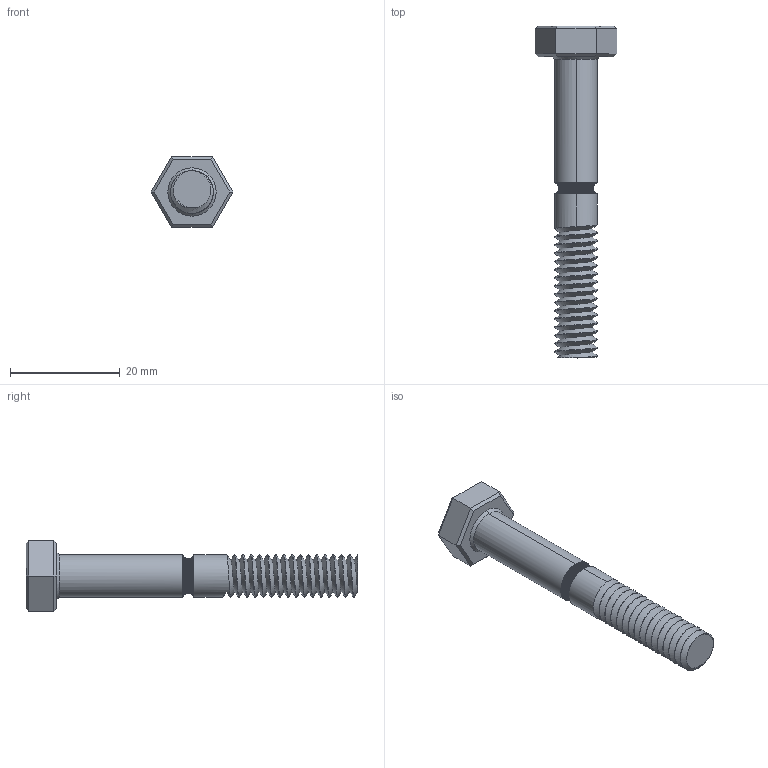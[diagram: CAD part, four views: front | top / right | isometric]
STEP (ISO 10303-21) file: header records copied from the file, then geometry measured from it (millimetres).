
FILE_DESCRIPTION (( 'STEP AP203' ), '1' );
FILE_NAME ('hobbed_bolt_m8.step', '2016-03-08T04:33:56', ( '' ), ( '' ), 'SwSTEP 2.0', 'SolidWorks 2015', '' );
FILE_SCHEMA (( 'CONFIG_CONTROL_DESIGN' ));
Length unit declared in the file: millimetre
Products named in the file (1): hobbed_bolt_m8
Bounding box: 14.91 x 60.6 x 12.91 mm (x, y, z)
Volume: 3142.4 mm3; surface area: 2160.4 mm2
Topology: 1 solids, 1 shells, 599 faces, 1412 edges, 816 vertices
Faces by surface type: torus 358, plane 201, cylinder 36, cone 2, bspline 2
Entity records: 19364 total; most frequent: CARTESIAN_POINT 4754, DIRECTION 3797, ORIENTED_EDGE 2824, AXIS2_PLACEMENT_3D 1857, EDGE_CURVE 1412, CIRCLE 1259, VERTEX_POINT 816, EDGE_LOOP 600
